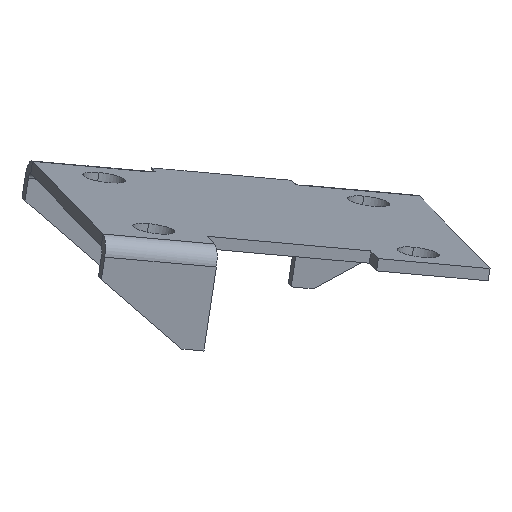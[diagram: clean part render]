
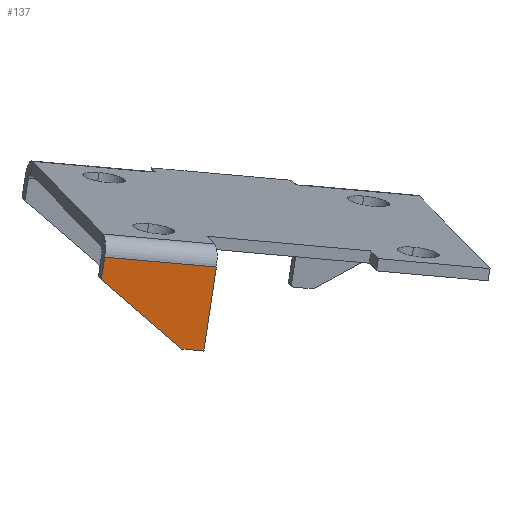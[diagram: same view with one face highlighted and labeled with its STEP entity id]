
A CAD part, isometric view. The second image highlights one B-rep face of the part: STEP entity #137.
In plain terms, the highlighted planar face has unit normal (-0.477, -0.808, 0.347).
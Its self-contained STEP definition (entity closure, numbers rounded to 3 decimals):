
#21 = EDGE_CURVE('',#22,#24,#26,.T.);
#22 = VERTEX_POINT('',#23);
#23 = CARTESIAN_POINT('',(-47.574,-31.271,4.458
    ));
#24 = VERTEX_POINT('',#25);
#25 = CARTESIAN_POINT('',(-59.471,-16.299,22.986
    ));
#26 = SURFACE_CURVE('',#27,(#31,#43),.PCURVE_S1.);
#27 = LINE('',#28,#29);
#28 = CARTESIAN_POINT('',(-47.574,-31.271,4.458
    ));
#29 = VECTOR('',#30,1.);
#30 = DIRECTION('',(-0.447,0.562,0.696));
#31 = PCURVE('',#32,#37);
#32 = PLANE('',#33);
#33 = AXIS2_PLACEMENT_3D('',#34,#35,#36);
#34 = CARTESIAN_POINT('',(-52.807,-22.573,13.202
    ));
#35 = DIRECTION('',(-0.757,0.177,-0.629));
#36 = DIRECTION('',(0.447,-0.562,-0.696));
#37 = DEFINITIONAL_REPRESENTATION('',(#38),#42);
#38 = LINE('',#39,#40);
#39 = CARTESIAN_POINT('',(13.314,1.5));
#40 = VECTOR('',#41,1.);
#41 = DIRECTION('',(-1.,0.));
#42 = ( GEOMETRIC_REPRESENTATION_CONTEXT(2) 
PARAMETRIC_REPRESENTATION_CONTEXT() REPRESENTATION_CONTEXT('2D SPACE',''
  ) );
#43 = PCURVE('',#44,#49);
#44 = PLANE('',#45);
#45 = AXIS2_PLACEMENT_3D('',#46,#47,#48);
#46 = CARTESIAN_POINT('',(-16.545,-42.376,
    21.237));
#47 = DIRECTION('',(-0.477,-0.808,0.347));
#48 = DIRECTION('',(-0.796,0.564,0.221));
#49 = DEFINITIONAL_REPRESENTATION('',(#50),#54);
#50 = LINE('',#51,#52);
#51 = CARTESIAN_POINT('',(27.251,25.));
#52 = VECTOR('',#53,1.);
#53 = DIRECTION('',(0.826,-0.563));
#54 = ( GEOMETRIC_REPRESENTATION_CONTEXT(2) 
PARAMETRIC_REPRESENTATION_CONTEXT() REPRESENTATION_CONTEXT('2D SPACE',''
  ) );
#72 = PLANE('',#73);
#73 = AXIS2_PLACEMENT_3D('',#74,#75,#76);
#74 = CARTESIAN_POINT('',(-53.463,-25.377,5.769
    ));
#75 = DIRECTION('',(-0.374,-0.171,-0.912));
#76 = DIRECTION('',(0.796,-0.564,-0.221));
#126 = PLANE('',#127);
#127 = AXIS2_PLACEMENT_3D('',#128,#129,#130);
#128 = CARTESIAN_POINT('',(-60.532,-15.898,
    18.136));
#129 = DIRECTION('',(-0.796,0.564,0.221));
#130 = DIRECTION('',(-0.374,-0.171,-0.912));
#137 = ADVANCED_FACE('',(#138),#44,.T.);
#138 = FACE_BOUND('',#139,.F.);
#139 = EDGE_LOOP('',(#140,#170,#191,#192,#215));
#140 = ORIENTED_EDGE('',*,*,#141,.F.);
#141 = EDGE_CURVE('',#142,#144,#146,.T.);
#142 = VERTEX_POINT('',#143);
#143 = CARTESIAN_POINT('',(-43.277,-34.317,
    3.266));
#144 = VERTEX_POINT('',#145);
#145 = CARTESIAN_POINT('',(-35.614,-30.817,
    21.955));
#146 = SURFACE_CURVE('',#147,(#151,#158),.PCURVE_S1.);
#147 = LINE('',#148,#149);
#148 = CARTESIAN_POINT('',(-43.277,-34.317,
    3.266));
#149 = VECTOR('',#150,1.);
#150 = DIRECTION('',(0.374,0.171,0.912));
#151 = PCURVE('',#44,#152);
#152 = DEFINITIONAL_REPRESENTATION('',(#153),#157);
#153 = LINE('',#154,#155);
#154 = CARTESIAN_POINT('',(21.851,25.));
#155 = VECTOR('',#156,1.);
#156 = DIRECTION('',(0.,-1.));
#157 = ( GEOMETRIC_REPRESENTATION_CONTEXT(2) 
PARAMETRIC_REPRESENTATION_CONTEXT() REPRESENTATION_CONTEXT('2D SPACE',''
  ) );
#158 = PCURVE('',#159,#164);
#159 = PLANE('',#160);
#160 = AXIS2_PLACEMENT_3D('',#161,#162,#163);
#161 = CARTESIAN_POINT('',(-38.73,-31.355,
    12.091));
#162 = DIRECTION('',(-0.796,0.564,0.221));
#163 = DIRECTION('',(-0.374,-0.171,-0.912));
#164 = DEFINITIONAL_REPRESENTATION('',(#165),#169);
#165 = LINE('',#166,#167);
#166 = CARTESIAN_POINT('',(10.25,1.5));
#167 = VECTOR('',#168,1.);
#168 = DIRECTION('',(-1.,0.));
#169 = ( GEOMETRIC_REPRESENTATION_CONTEXT(2) 
PARAMETRIC_REPRESENTATION_CONTEXT() REPRESENTATION_CONTEXT('2D SPACE',''
  ) );
#170 = ORIENTED_EDGE('',*,*,#171,.T.);
#171 = EDGE_CURVE('',#142,#22,#172,.T.);
#172 = SURFACE_CURVE('',#173,(#177,#184),.PCURVE_S1.);
#173 = LINE('',#174,#175);
#174 = CARTESIAN_POINT('',(-43.277,-34.317,
    3.266));
#175 = VECTOR('',#176,1.);
#176 = DIRECTION('',(-0.796,0.564,0.221));
#177 = PCURVE('',#44,#178);
#178 = DEFINITIONAL_REPRESENTATION('',(#179),#183);
#179 = LINE('',#180,#181);
#180 = CARTESIAN_POINT('',(21.851,25.));
#181 = VECTOR('',#182,1.);
#182 = DIRECTION('',(1.,0.));
#183 = ( GEOMETRIC_REPRESENTATION_CONTEXT(2) 
PARAMETRIC_REPRESENTATION_CONTEXT() REPRESENTATION_CONTEXT('2D SPACE',''
  ) );
#184 = PCURVE('',#72,#185);
#185 = DEFINITIONAL_REPRESENTATION('',(#186),#190);
#186 = LINE('',#187,#188);
#187 = CARTESIAN_POINT('',(13.7,1.5));
#188 = VECTOR('',#189,1.);
#189 = DIRECTION('',(-1.,0.));
#190 = ( GEOMETRIC_REPRESENTATION_CONTEXT(2) 
PARAMETRIC_REPRESENTATION_CONTEXT() REPRESENTATION_CONTEXT('2D SPACE',''
  ) );
#191 = ORIENTED_EDGE('',*,*,#21,.T.);
#192 = ORIENTED_EDGE('',*,*,#193,.T.);
#193 = EDGE_CURVE('',#24,#194,#196,.T.);
#194 = VERTEX_POINT('',#195);
#195 = CARTESIAN_POINT('',(-57.415,-15.36,
    28.));
#196 = SURFACE_CURVE('',#197,(#201,#208),.PCURVE_S1.);
#197 = LINE('',#198,#199);
#198 = CARTESIAN_POINT('',(-59.471,-16.299,
    22.986));
#199 = VECTOR('',#200,1.);
#200 = DIRECTION('',(0.374,0.171,0.912));
#201 = PCURVE('',#44,#202);
#202 = DEFINITIONAL_REPRESENTATION('',(#203),#207);
#203 = LINE('',#204,#205);
#204 = CARTESIAN_POINT('',(49.251,10.));
#205 = VECTOR('',#206,1.);
#206 = DIRECTION('',(0.,-1.));
#207 = ( GEOMETRIC_REPRESENTATION_CONTEXT(2) 
PARAMETRIC_REPRESENTATION_CONTEXT() REPRESENTATION_CONTEXT('2D SPACE',''
  ) );
#208 = PCURVE('',#126,#209);
#209 = DEFINITIONAL_REPRESENTATION('',(#210),#214);
#210 = LINE('',#211,#212);
#211 = CARTESIAN_POINT('',(-4.75,1.5));
#212 = VECTOR('',#213,1.);
#213 = DIRECTION('',(-1.,0.));
#214 = ( GEOMETRIC_REPRESENTATION_CONTEXT(2) 
PARAMETRIC_REPRESENTATION_CONTEXT() REPRESENTATION_CONTEXT('2D SPACE',''
  ) );
#215 = ORIENTED_EDGE('',*,*,#216,.F.);
#216 = EDGE_CURVE('',#144,#194,#217,.T.);
#217 = SURFACE_CURVE('',#218,(#222,#229),.PCURVE_S1.);
#218 = LINE('',#219,#220);
#219 = CARTESIAN_POINT('',(-35.614,-30.817,
    21.955));
#220 = VECTOR('',#221,1.);
#221 = DIRECTION('',(-0.796,0.564,0.221));
#222 = PCURVE('',#44,#223);
#223 = DEFINITIONAL_REPRESENTATION('',(#224),#228);
#224 = LINE('',#225,#226);
#225 = CARTESIAN_POINT('',(21.851,4.5));
#226 = VECTOR('',#227,1.);
#227 = DIRECTION('',(1.,0.));
#228 = ( GEOMETRIC_REPRESENTATION_CONTEXT(2) 
PARAMETRIC_REPRESENTATION_CONTEXT() REPRESENTATION_CONTEXT('2D SPACE',''
  ) );
#229 = PCURVE('',#230,#235);
#230 = CYLINDRICAL_SURFACE('',#231,4.5);
#231 = AXIS2_PLACEMENT_3D('',#232,#233,#234);
#232 = CARTESIAN_POINT('',(-33.469,-27.182,
    20.395));
#233 = DIRECTION('',(-0.796,0.564,0.221));
#234 = DIRECTION('',(-0.477,-0.808,0.347));
#235 = DEFINITIONAL_REPRESENTATION('',(#236),#262);
#236 = B_SPLINE_CURVE_WITH_KNOTS('',3,(#237,#238,#239,#240,#241,#242,
    #243,#244,#245,#246,#247,#248,#249,#250,#251,#252,#253,#254,#255,
    #256,#257,#258,#259,#260,#261),.UNSPECIFIED.,.F.,.F.,(4,1,1,1,1,1,1,
    1,1,1,1,1,1,1,1,1,1,1,1,1,1,1,4),(0.,1.245,2.491,
    3.736,4.982,6.227,7.473,
    8.718,9.964,11.209,12.455,13.7,
    14.945,16.191,17.436,18.682,
    19.927,21.173,22.418,23.664,
    24.909,26.155,27.4),.QUASI_UNIFORM_KNOTS.);
#237 = CARTESIAN_POINT('',(0.,0.));
#238 = CARTESIAN_POINT('',(0.,0.415));
#239 = CARTESIAN_POINT('',(0.,1.245));
#240 = CARTESIAN_POINT('',(0.,2.491));
#241 = CARTESIAN_POINT('',(0.,3.736));
#242 = CARTESIAN_POINT('',(0.,4.982));
#243 = CARTESIAN_POINT('',(0.,6.227));
#244 = CARTESIAN_POINT('',(0.,7.473));
#245 = CARTESIAN_POINT('',(0.,8.718));
#246 = CARTESIAN_POINT('',(0.,9.964));
#247 = CARTESIAN_POINT('',(0.,11.209));
#248 = CARTESIAN_POINT('',(0.,12.455));
#249 = CARTESIAN_POINT('',(0.,13.7));
#250 = CARTESIAN_POINT('',(0.,14.945));
#251 = CARTESIAN_POINT('',(0.,16.191));
#252 = CARTESIAN_POINT('',(0.,17.436));
#253 = CARTESIAN_POINT('',(0.,18.682));
#254 = CARTESIAN_POINT('',(0.,19.927));
#255 = CARTESIAN_POINT('',(0.,21.173));
#256 = CARTESIAN_POINT('',(0.,22.418));
#257 = CARTESIAN_POINT('',(0.,23.664));
#258 = CARTESIAN_POINT('',(0.,24.909));
#259 = CARTESIAN_POINT('',(0.,26.155));
#260 = CARTESIAN_POINT('',(0.,26.985));
#261 = CARTESIAN_POINT('',(0.,27.4));
#262 = ( GEOMETRIC_REPRESENTATION_CONTEXT(2) 
PARAMETRIC_REPRESENTATION_CONTEXT() REPRESENTATION_CONTEXT('2D SPACE',''
  ) );
